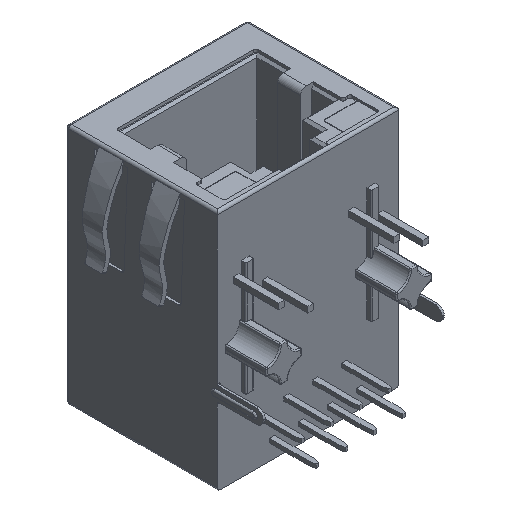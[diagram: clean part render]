
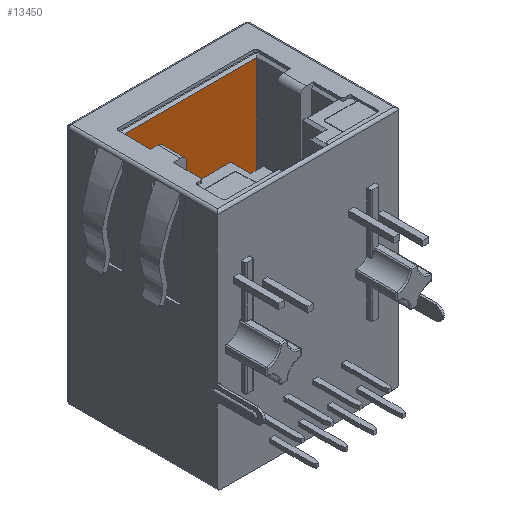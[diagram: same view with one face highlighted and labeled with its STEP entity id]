
A CAD part, isometric view. The second image highlights one B-rep face of the part: STEP entity #13450.
In plain terms, the highlighted planar face has unit normal (0, -1, 0).
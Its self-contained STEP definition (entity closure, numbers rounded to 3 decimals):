
#264 = VECTOR ( 'NONE', #16959, 1000. ) ;
#429 = EDGE_CURVE ( 'NONE', #15310, #9806, #13830, .T. ) ;
#1166 = ORIENTED_EDGE ( 'NONE', *, *, #14288, .F. ) ;
#1205 = ORIENTED_EDGE ( 'NONE', *, *, #6865, .T. ) ;
#1299 = ORIENTED_EDGE ( 'NONE', *, *, #429, .T. ) ;
#1374 = CARTESIAN_POINT ( 'NONE',  ( 15.565, 14.45, 0. ) ) ;
#1593 = DIRECTION ( 'NONE',  ( 0., 0., -1. ) ) ;
#2828 = CARTESIAN_POINT ( 'NONE',  ( 3.665, 14.45, -0.45 ) ) ;
#3040 = PLANE ( 'NONE',  #15554 ) ;
#3486 = VERTEX_POINT ( 'NONE', #5852 ) ;
#3650 = DIRECTION ( 'NONE',  ( -1., 0., 0. ) ) ;
#4296 = VECTOR ( 'NONE', #11042, 1000. ) ;
#4529 = DIRECTION ( 'NONE',  ( 0., 1., 0. ) ) ;
#4719 = EDGE_LOOP ( 'NONE', ( #1205, #1166, #7348, #1299 ) ) ;
#5433 = LINE ( 'NONE', #5527, #264 ) ;
#5527 = CARTESIAN_POINT ( 'NONE',  ( 15.565, 14.45, -0.45 ) ) ;
#5707 = LINE ( 'NONE', #2828, #12806 ) ;
#5852 = CARTESIAN_POINT ( 'NONE',  ( 3.665, 14.45, -9.8 ) ) ;
#6727 = CARTESIAN_POINT ( 'NONE',  ( 15.565, 14.45, -9.8 ) ) ;
#6865 = EDGE_CURVE ( 'NONE', #9806, #3486, #5707, .T. ) ;
#7348 = ORIENTED_EDGE ( 'NONE', *, *, #14450, .F. ) ;
#7405 = FACE_OUTER_BOUND ( 'NONE', #4719, .T. ) ;
#7687 = CARTESIAN_POINT ( 'NONE',  ( 15.565, 14.45, -9.8 ) ) ;
#8264 = VERTEX_POINT ( 'NONE', #7687 ) ;
#8549 = DIRECTION ( 'NONE',  ( 1., 0., 0. ) ) ;
#9806 = VERTEX_POINT ( 'NONE', #14008 ) ;
#10668 = VECTOR ( 'NONE', #3650, 1000. ) ;
#11042 = DIRECTION ( 'NONE',  ( -1., 0., 0. ) ) ;
#12237 = CARTESIAN_POINT ( 'NONE',  ( 15.565, 14.45, -0.45 ) ) ;
#12806 = VECTOR ( 'NONE', #1593, 1000. ) ;
#13450 = ADVANCED_FACE ( 'NONE', ( #7405 ), #3040, .F. ) ;
#13809 = LINE ( 'NONE', #6727, #10668 ) ;
#13830 = LINE ( 'NONE', #18109, #4296 ) ;
#14008 = CARTESIAN_POINT ( 'NONE',  ( 3.665, 14.45, -0.45 ) ) ;
#14288 = EDGE_CURVE ( 'NONE', #8264, #3486, #13809, .T. ) ;
#14450 = EDGE_CURVE ( 'NONE', #15310, #8264, #5433, .T. ) ;
#15310 = VERTEX_POINT ( 'NONE', #12237 ) ;
#15554 = AXIS2_PLACEMENT_3D ( 'NONE', #1374, #4529, #8549 ) ;
#16959 = DIRECTION ( 'NONE',  ( 0., 0., -1. ) ) ;
#18109 = CARTESIAN_POINT ( 'NONE',  ( 15.565, 14.45, -0.45 ) ) ;
